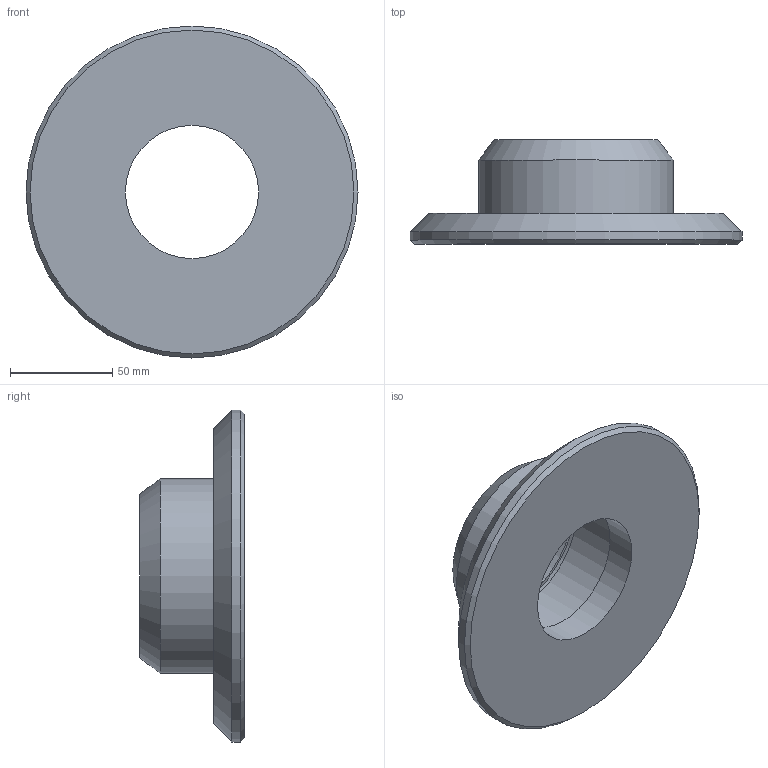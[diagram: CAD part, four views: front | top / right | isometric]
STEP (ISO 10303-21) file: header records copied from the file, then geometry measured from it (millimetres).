
FILE_DESCRIPTION(('FreeCAD Model'),'2;1');
FILE_NAME('Open CASCADE Shape Model','2022-11-21T20:29:07',(''),(''), 'Open CASCADE STEP processor 7.6','FreeCAD','Unknown');
FILE_SCHEMA(('AUTOMOTIVE_DESIGN { 1 0 10303 214 1 1 1 1 }'));
Length unit declared in the file: millimetre
Products named in the file (1): Body
Bounding box: 162 x 51 x 162 mm (x, y, z)
Volume: 322948.1 mm3; surface area: 60255.8 mm2
Topology: 1 solids, 1 shells, 15 faces, 24 edges, 15 vertices
Faces by surface type: cylinder 6, plane 6, cone 3
Full cylindrical faces by diameter (mm): 65 x1, 75 x2, 78 x1, 95 x1, 162 x1
Entity records: 699 total; most frequent: CARTESIAN_POINT 127, DIRECTION 115, ORIENTED_EDGE 48, PCURVE 48, DEFINITIONAL_REPRESENTATION 48, LINE 45, VECTOR 45, AXIS2_PLACEMENT_3D 31
